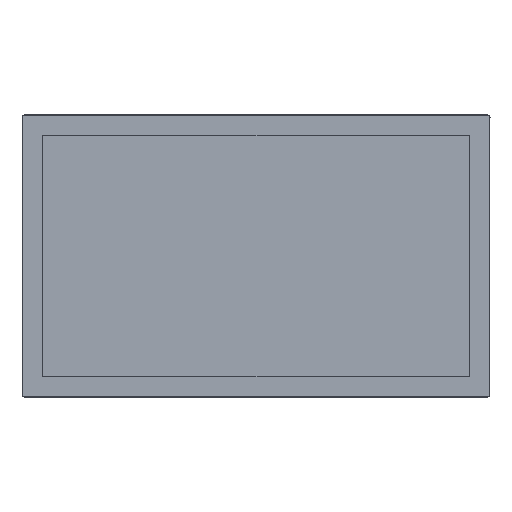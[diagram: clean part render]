
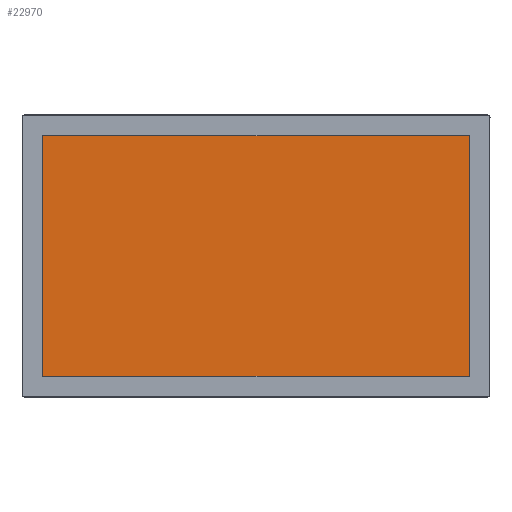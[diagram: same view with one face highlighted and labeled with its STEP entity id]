
A CAD part, top view. The second image highlights one B-rep face of the part: STEP entity #22970.
In plain terms, the highlighted planar face has unit normal (0, 0, 1).
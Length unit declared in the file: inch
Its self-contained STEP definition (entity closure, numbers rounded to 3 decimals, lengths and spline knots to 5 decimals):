
#540 = DIRECTION ( 'NONE',  ( 0., 0., 1. ) ) ;
#1440 = DIRECTION ( 'NONE',  ( 0., -1., 0. ) ) ;
#2183 = CARTESIAN_POINT ( 'NONE',  ( 0., -4.54803, 0.9688 ) ) ;
#2461 = CARTESIAN_POINT ( 'NONE',  ( 0., 4.54803, 0.9688 ) ) ;
#2837 = ORIENTED_EDGE ( 'NONE', *, *, #6959, .T. ) ;
#4397 = VECTOR ( 'NONE', #15548, 39.37008 ) ;
#4967 = ORIENTED_EDGE ( 'NONE', *, *, #21264, .T. ) ;
#6210 = FACE_OUTER_BOUND ( 'NONE', #8779, .T. ) ;
#6884 = CARTESIAN_POINT ( 'NONE',  ( 8.07008, 0., 0.9688 ) ) ;
#6959 = EDGE_CURVE ( 'NONE', #17618, #25112, #10444, .T. ) ;
#7719 = VERTEX_POINT ( 'NONE', #11224 ) ;
#8040 = VECTOR ( 'NONE', #8395, 39.37008 ) ;
#8395 = DIRECTION ( 'NONE',  ( -1., 0., 0. ) ) ;
#8779 = EDGE_LOOP ( 'NONE', ( #2837, #4967, #13731, #22945 ) ) ;
#8784 = EDGE_CURVE ( 'NONE', #7719, #24693, #16781, .T. ) ;
#10095 = LINE ( 'NONE', #27131, #17925 ) ;
#10444 = LINE ( 'NONE', #2183, #12745 ) ;
#11224 = CARTESIAN_POINT ( 'NONE',  ( 8.07008, 4.54803, 0.9688 ) ) ;
#12745 = VECTOR ( 'NONE', #18829, 39.37008 ) ;
#12856 = CARTESIAN_POINT ( 'NONE',  ( -8.07008, 4.54803, 0.9688 ) ) ;
#13483 = LINE ( 'NONE', #6884, #4397 ) ;
#13731 = ORIENTED_EDGE ( 'NONE', *, *, #8784, .T. ) ;
#14595 = PLANE ( 'NONE',  #26413 ) ;
#15548 = DIRECTION ( 'NONE',  ( 0., 1., 0. ) ) ;
#16781 = LINE ( 'NONE', #2461, #8040 ) ;
#17618 = VERTEX_POINT ( 'NONE', #26743 ) ;
#17925 = VECTOR ( 'NONE', #1440, 39.37008 ) ;
#18829 = DIRECTION ( 'NONE',  ( 1., 0., 0. ) ) ;
#19608 = EDGE_CURVE ( 'NONE', #24693, #17618, #10095, .T. ) ;
#21064 = CARTESIAN_POINT ( 'NONE',  ( 8.07008, -4.54803, 0.9688 ) ) ;
#21264 = EDGE_CURVE ( 'NONE', #25112, #7719, #13483, .T. ) ;
#22945 = ORIENTED_EDGE ( 'NONE', *, *, #19608, .T. ) ;
#22970 = ADVANCED_FACE ( 'NONE', ( #6210 ), #14595, .T. ) ;
#22981 = CARTESIAN_POINT ( 'NONE',  ( 0., 0., 0.9688 ) ) ;
#23657 = DIRECTION ( 'NONE',  ( 1., 0., 0. ) ) ;
#24693 = VERTEX_POINT ( 'NONE', #12856 ) ;
#25112 = VERTEX_POINT ( 'NONE', #21064 ) ;
#26413 = AXIS2_PLACEMENT_3D ( 'NONE', #22981, #540, #23657 ) ;
#26743 = CARTESIAN_POINT ( 'NONE',  ( -8.07008, -4.54803, 0.9688 ) ) ;
#27131 = CARTESIAN_POINT ( 'NONE',  ( -8.07008, 0., 0.9688 ) ) ;
